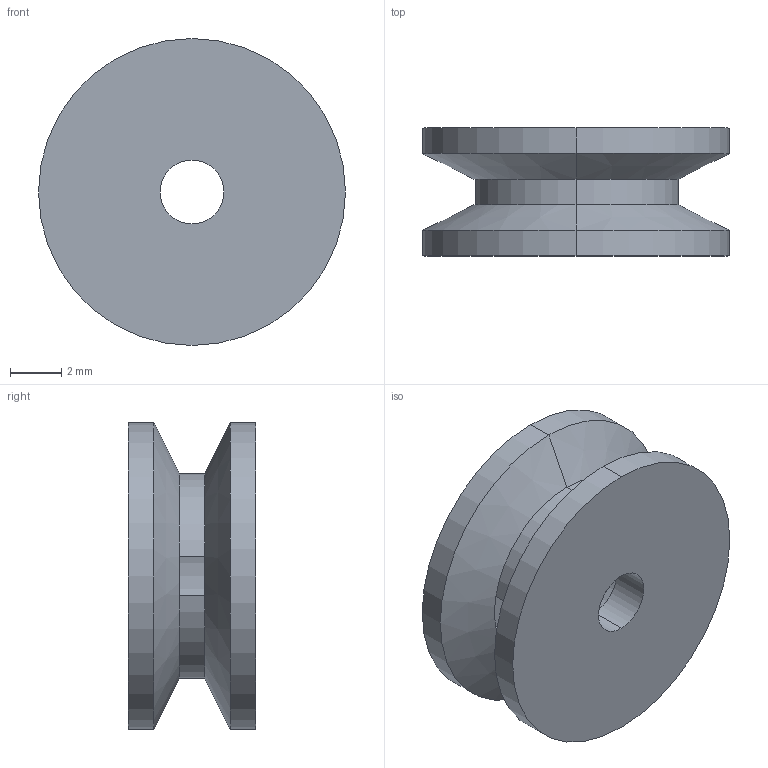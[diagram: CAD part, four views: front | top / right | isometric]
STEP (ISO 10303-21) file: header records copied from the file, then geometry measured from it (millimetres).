
FILE_DESCRIPTION (( 'STEP AP214' ), '1' );
FILE_NAME ('spool.STEP', '2025-01-07T17:05:44', ( '' ), ( '' ), 'SwSTEP 2.0', 'SolidWorks 2025', '' );
FILE_SCHEMA (( 'AUTOMOTIVE_DESIGN' ));
Length unit declared in the file: millimetre
Products named in the file (1): spool
Bounding box: 12 x 5 x 12 mm (x, y, z)
Volume: 354.9 mm3; surface area: 555.7 mm2
Topology: 1 solids, 1 shells, 107 faces, 300 edges, 196 vertices
Faces by surface type: plane 91, cylinder 12, cone 4
Entity records: 3415 total; most frequent: CARTESIAN_POINT 604, ORIENTED_EDGE 600, DIRECTION 542, EDGE_CURVE 300, VECTOR 274, LINE 274, VERTEX_POINT 196, AXIS2_PLACEMENT_3D 134
